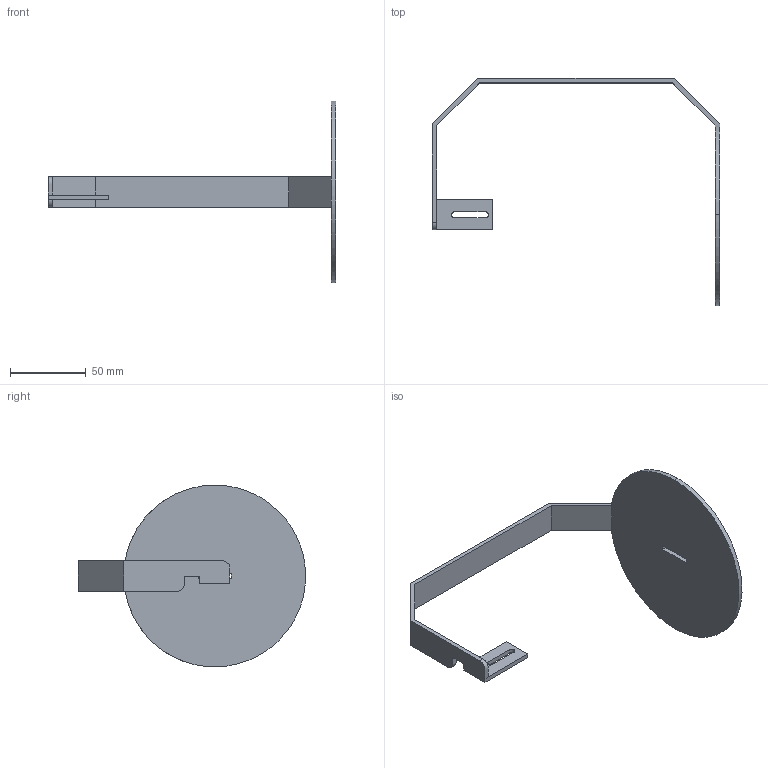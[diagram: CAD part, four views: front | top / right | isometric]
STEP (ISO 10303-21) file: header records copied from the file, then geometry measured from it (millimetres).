
FILE_DESCRIPTION(/* description */ (''),/* implementation_level */ '2;1');
FILE_NAME(/* name */ '护手_0~1',/* time_stamp */ '2025-06-01T21:21:09+08:00',/* author */ (''),/* organization */ (''),/* preprocessor_version */ 'ST-DEVELOPER v16.5',/* originating_system */ '',/* authorisation */ '');
FILE_SCHEMA (('CONFIG_CONTROL_DESIGN'));
Length unit declared in the file: millimetre
Products named in the file (1): Document
Bounding box: 190 x 149.95 x 120 mm (x, y, z)
Volume: 51779.9 mm3; surface area: 37922.6 mm2
Topology: 1 solids, 1 shells, 31 faces, 86 edges, 57 vertices
Faces by surface type: plane 24, cylinder 4, bspline 3
Entity records: 1147 total; most frequent: CARTESIAN_POINT 496, ORIENTED_EDGE 172, EDGE_CURVE 86, B_SPLINE_CURVE_WITH_KNOTS 58, VERTEX_POINT 57, EDGE_LOOP 35, DIRECTION 32, ADVANCED_FACE 31
